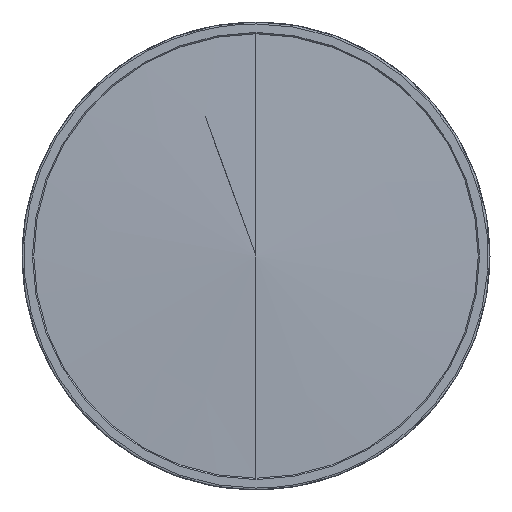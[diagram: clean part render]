
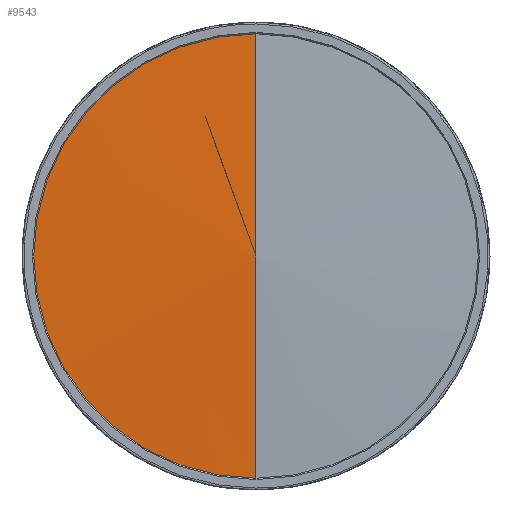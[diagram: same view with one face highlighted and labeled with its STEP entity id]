
A CAD part, left-side view. The second image highlights one B-rep face of the part: STEP entity #9543.
In plain terms, the highlighted conical face has half-angle 87.79 degrees and reference radius 175.554 mm.
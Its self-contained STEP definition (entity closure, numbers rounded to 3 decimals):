
#6 = DIRECTION ( 'NONE',  ( 0., 0., -1. ) ) ;
#79 = ORIENTED_EDGE ( 'NONE', *, *, #2379, .F. ) ;
#544 = VERTEX_POINT ( 'NONE', #1788 ) ;
#677 = FACE_OUTER_BOUND ( 'NONE', #3613, .T. ) ;
#841 = DIRECTION ( 'NONE',  ( 0., 0., -1. ) ) ;
#1261 = CARTESIAN_POINT ( 'NONE',  ( 6.561, 170., 0. ) ) ;
#1425 = DIRECTION ( 'NONE',  ( 1., 0., 0. ) ) ;
#1626 = CARTESIAN_POINT ( 'NONE',  ( 6.776, 0., 175.554 ) ) ;
#1629 = CARTESIAN_POINT ( 'NONE',  ( 6.561, 0., 0. ) ) ;
#1660 = VERTEX_POINT ( 'NONE', #1741 ) ;
#1667 = VECTOR ( 'NONE', #3984, 1000. ) ;
#1687 = DIRECTION ( 'NONE',  ( 0.039, 0., -0.999 ) ) ;
#1741 = CARTESIAN_POINT ( 'NONE',  ( 6.561, 0., -170. ) ) ;
#1788 = CARTESIAN_POINT ( 'NONE',  ( 0., 0., 0. ) ) ;
#1791 = LINE ( 'NONE', #1626, #1667 ) ;
#2149 = CARTESIAN_POINT ( 'NONE',  ( 6.561, 0., 170. ) ) ;
#2297 = AXIS2_PLACEMENT_3D ( 'NONE', #7788, #1425, #7103 ) ;
#2379 = EDGE_CURVE ( 'NONE', #544, #1660, #8427, .T. ) ;
#2664 = ORIENTED_EDGE ( 'NONE', *, *, #5666, .F. ) ;
#3437 = CIRCLE ( 'NONE', #3735, 170. ) ;
#3613 = EDGE_LOOP ( 'NONE', ( #79, #7689, #2664, #5221 ) ) ;
#3735 = AXIS2_PLACEMENT_3D ( 'NONE', #1629, #3987, #841 ) ;
#3984 = DIRECTION ( 'NONE',  ( 0.039, 0., 0.999 ) ) ;
#3987 = DIRECTION ( 'NONE',  ( 1., 0., 0. ) ) ;
#4603 = VECTOR ( 'NONE', #1687, 1000. ) ;
#4976 = CARTESIAN_POINT ( 'NONE',  ( 6.776, 0., -175.554 ) ) ;
#5221 = ORIENTED_EDGE ( 'NONE', *, *, #6945, .F. ) ;
#5311 = CARTESIAN_POINT ( 'NONE',  ( 6.776, 0., 0. ) ) ;
#5666 = EDGE_CURVE ( 'NONE', #6382, #6274, #3437, .T. ) ;
#6274 = VERTEX_POINT ( 'NONE', #2149 ) ;
#6382 = VERTEX_POINT ( 'NONE', #1261 ) ;
#6945 = EDGE_CURVE ( 'NONE', #1660, #6382, #8758, .T. ) ;
#7103 = DIRECTION ( 'NONE',  ( 0., 0., -1. ) ) ;
#7689 = ORIENTED_EDGE ( 'NONE', *, *, #9207, .T. ) ;
#7714 = DIRECTION ( 'NONE',  ( 1., 0., 0. ) ) ;
#7788 = CARTESIAN_POINT ( 'NONE',  ( 6.561, 0., 0. ) ) ;
#7975 = CONICAL_SURFACE ( 'NONE', #9467, 175.554, 1.532 ) ;
#8427 = LINE ( 'NONE', #4976, #4603 ) ;
#8758 = CIRCLE ( 'NONE', #2297, 170. ) ;
#9207 = EDGE_CURVE ( 'NONE', #544, #6274, #1791, .T. ) ;
#9467 = AXIS2_PLACEMENT_3D ( 'NONE', #5311, #7714, #6 ) ;
#9543 = ADVANCED_FACE ( 'NONE', ( #677 ), #7975, .T. ) ;
